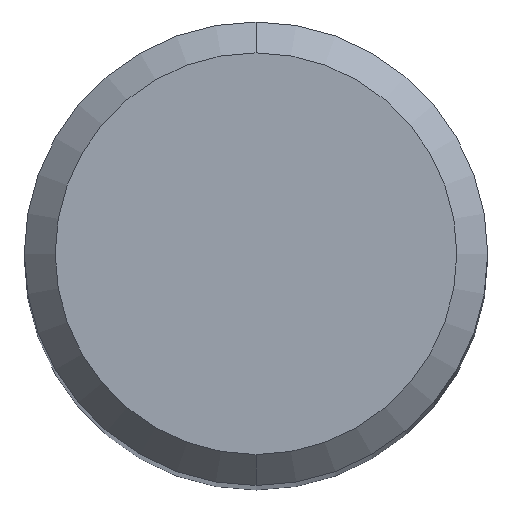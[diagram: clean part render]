
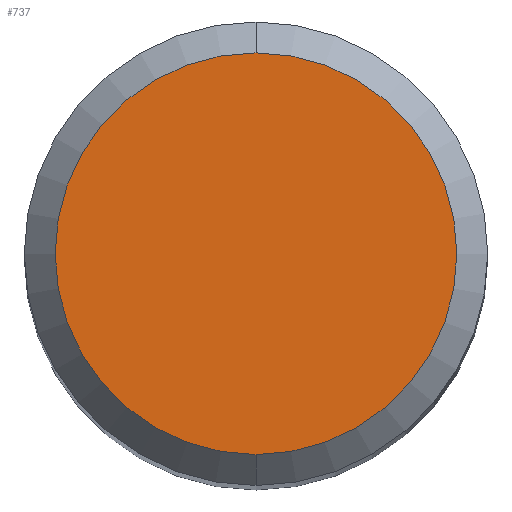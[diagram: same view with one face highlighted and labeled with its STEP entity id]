
A CAD part, top view. The second image highlights one B-rep face of the part: STEP entity #737.
In plain terms, the highlighted planar face has unit normal (0, 0, 1).
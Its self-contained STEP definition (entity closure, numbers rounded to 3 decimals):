
#737=ADVANCED_FACE('',(#1751),#1752,.T.);
#1081=VERTEX_POINT('',#2125);
#1099=VERTEX_POINT('',#2147);
#1311=EDGE_CURVE('',#1081,#1099,#2379,.T.);
#1439=EDGE_CURVE('',#1099,#1081,#2516,.T.);
#1751=FACE_OUTER_BOUND('',#3528,.T.);
#1752=PLANE('',#3529);
#2125=CARTESIAN_POINT('',(0.0,2.6,0.0));
#2147=CARTESIAN_POINT('',(0.,-2.6,0.0));
#2379=CIRCLE('',#6748,2.6);
#2516=CIRCLE('',#7350,2.6);
#3528=EDGE_LOOP('',(#7952,#7953));
#3529=AXIS2_PLACEMENT_3D('',#7954,#7955,#7956);
#6748=AXIS2_PLACEMENT_3D('',#8617,#8618,#8619);
#7350=AXIS2_PLACEMENT_3D('',#8769,#8770,#8771);
#7952=ORIENTED_EDGE('',*,*,#1311,.F.);
#7953=ORIENTED_EDGE('',*,*,#1439,.F.);
#7954=CARTESIAN_POINT('',(0.0,1.3,0.0));
#7955=DIRECTION('',(-0.0,0.0,1.0));
#7956=DIRECTION('',(0.0,-1.0,0.0));
#8617=CARTESIAN_POINT('',(0.0,0.0,0.0));
#8618=DIRECTION('',(0.0,0.0,-1.0));
#8619=DIRECTION('',(0.0,1.0,0.0));
#8769=CARTESIAN_POINT('',(0.0,0.0,0.0));
#8770=DIRECTION('',(0.0,0.0,-1.0));
#8771=DIRECTION('',(0.0,1.0,0.0));
